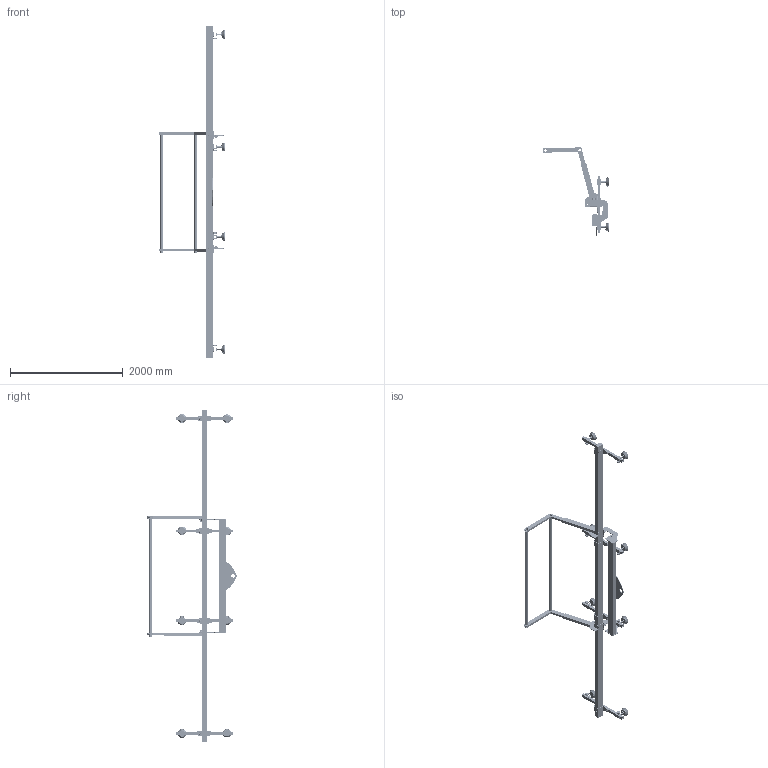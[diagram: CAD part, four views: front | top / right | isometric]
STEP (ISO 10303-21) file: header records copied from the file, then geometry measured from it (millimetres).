
FILE_DESCRIPTION(('FreeCAD Model'),'2;1');
FILE_NAME('Open CASCADE Shape Model','2025-04-17T12:03:01',('FreeCAD'),( 'FreeCAD'),'Open CASCADE STEP processor 7.6','FreeCAD','Unknown');
FILE_SCHEMA(('AUTOMOTIVE_DESIGN { 1 0 10303 214 1 1 1 1 }'));
Products named in the file (1): Open CASCADE STEP translator 7.6 1
Bounding box: 1159.53 x 1584.64 x 5901 mm (x, y, z)
Volume: 32424083.1 mm3; surface area: 14294020.2 mm2
Topology: 109 solids, 149 shells, 12150 faces, 32445 edges, 21454 vertices
Faces by surface type: plane 5336, bspline 4743, cylinder 1599, cone 328, torus 144
Full cylindrical faces by diameter (mm): 4 x32, 4.95 x16, 5 x32, 7 x64, 7.5 x16, 8.7 x8, 10.8 x14, 12 x12, 19 x8, 20 x16, 25 x16, 28 x8, 30 x16, 35.042 x8, 40 x10, 44 x2, 50 x10, 53 x8, 89 x8, 90 x8, 91 x8, 100 x16, 102 x8, 110 x8, 152 x16
Entity records: 469247 total; most frequent: CARTESIAN_POINT 189328, ORIENTED_EDGE 64890, DIRECTION 45286, EDGE_CURVE 32445, VERTEX_POINT 21454, LINE 18014, VECTOR 18014, FACE_BOUND 13655
